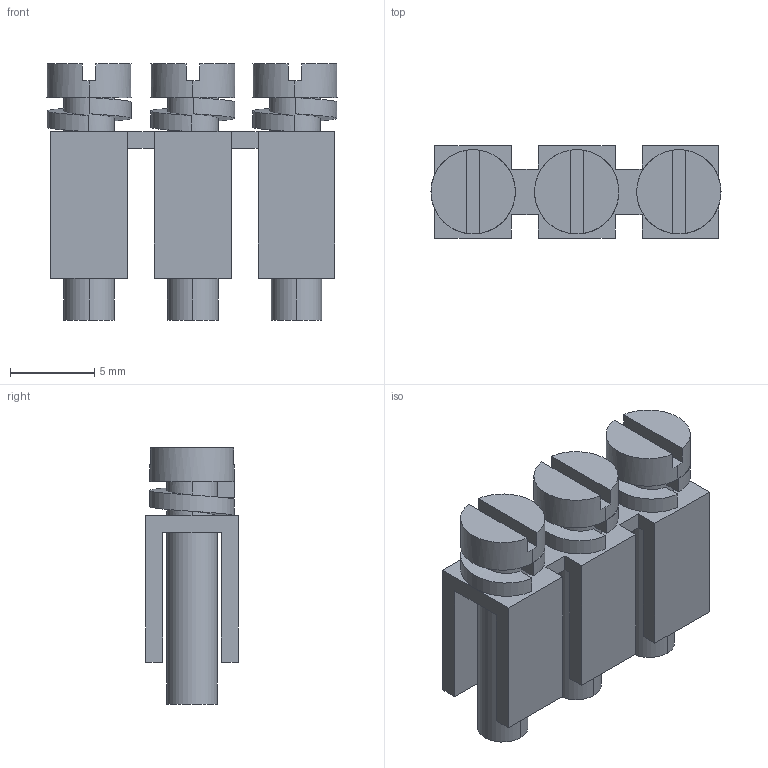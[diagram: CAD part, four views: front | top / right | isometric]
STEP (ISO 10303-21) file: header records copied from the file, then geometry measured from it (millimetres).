
FILE_DESCRIPTION(('Creo Elements/Direct Modeling STEP Export'),'2;1');
FILE_NAME('model.stp','2020-01-23T 0:25:34',(''),(''),'Creo Elements/Direct Modeling STEP processor for AP214 (Solid Model)','Creo Elements/Direct Modeling 20.1A 29-Sep-2018 (C) Parametric Technology GmbH','');
FILE_SCHEMA(('AUTOMOTIVE_DESIGN { 1 0 10303 214 1 1 1 1 }'));
Length unit declared in the file: millimetre
Products named in the file (2): FB_3_6_EX-select
Assembly tree (1 placements, depth 2):
  FB_3_6_EX-select
    FB_3_6_EX-select
Bounding box: 17.21 x 5.5 x 15.2 mm (x, y, z)
Volume: 694.4 mm3; surface area: 1373.8 mm2
Topology: 1 solids, 1 shells, 94 faces, 276 edges, 187 vertices
Faces by surface type: plane 61, cylinder 27, bspline 6
Entity records: 8582 total; most frequent: CARTESIAN_POINT 5500, ORIENTED_EDGE 552, DIRECTION 360, EDGE_CURVE 276, VERTEX_POINT 187, VECTOR 144, LINE 144, AXIS2_PLACEMENT_3D 108
